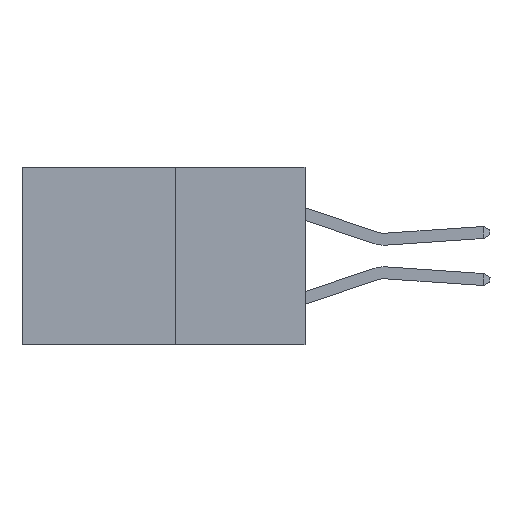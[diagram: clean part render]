
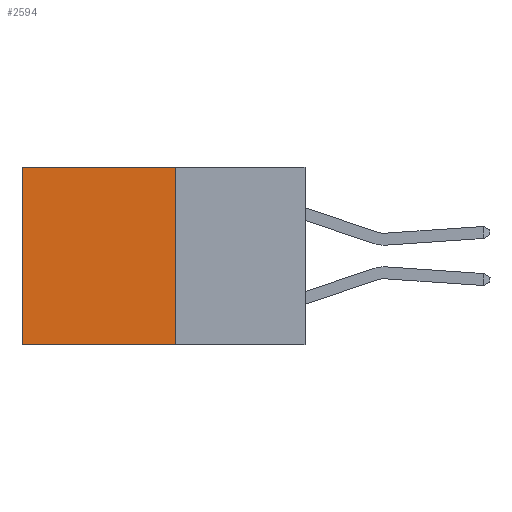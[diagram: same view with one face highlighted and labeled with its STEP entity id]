
A CAD part, left-side view. The second image highlights one B-rep face of the part: STEP entity #2594.
In plain terms, the highlighted planar face has unit normal (-1, 0, 0).
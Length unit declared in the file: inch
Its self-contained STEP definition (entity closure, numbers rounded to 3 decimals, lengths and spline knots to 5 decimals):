
#85 = PLANE ( 'NONE',  #9051 ) ;
#859 = DIRECTION ( 'NONE',  ( 0., 0., -1. ) ) ;
#933 = ORIENTED_EDGE ( 'NONE', *, *, #2186, .F. ) ;
#936 = VERTEX_POINT ( 'NONE', #1071 ) ;
#944 = EDGE_CURVE ( 'NONE', #7447, #5539, #8671, .T. ) ;
#1071 = CARTESIAN_POINT ( 'NONE',  ( 0.277, 0.27, -0.37 ) ) ;
#1161 = EDGE_CURVE ( 'NONE', #5539, #5691, #6107, .T. ) ;
#1186 = CARTESIAN_POINT ( 'NONE',  ( 0.277, 0.59, -0.37 ) ) ;
#1449 = CARTESIAN_POINT ( 'NONE',  ( 0.277, 0.59, -0.37 ) ) ;
#1538 = CARTESIAN_POINT ( 'NONE',  ( 0.277, 0.27, -0.37 ) ) ;
#1848 = DIRECTION ( 'NONE',  ( 0., 1., 0. ) ) ;
#2186 = EDGE_CURVE ( 'NONE', #936, #5691, #3849, .T. ) ;
#2309 = CARTESIAN_POINT ( 'NONE',  ( 0.277, 0.27, 0. ) ) ;
#2366 = FACE_OUTER_BOUND ( 'NONE', #4327, .T. ) ;
#2510 = EDGE_CURVE ( 'NONE', #7447, #936, #3850, .T. ) ;
#2594 = ADVANCED_FACE ( 'NONE', ( #2366 ), #85, .F. ) ;
#2809 = DIRECTION ( 'NONE',  ( 0., 0., -1. ) ) ;
#3455 = ORIENTED_EDGE ( 'NONE', *, *, #2510, .F. ) ;
#3477 = VECTOR ( 'NONE', #1848, 39.37008 ) ;
#3849 = LINE ( 'NONE', #1538, #7378 ) ;
#3850 = LINE ( 'NONE', #5967, #7177 ) ;
#4327 = EDGE_LOOP ( 'NONE', ( #6604, #933, #3455, #5282 ) ) ;
#5282 = ORIENTED_EDGE ( 'NONE', *, *, #944, .T. ) ;
#5467 = DIRECTION ( 'NONE',  ( 1., 0., 0. ) ) ;
#5539 = VERTEX_POINT ( 'NONE', #5805 ) ;
#5691 = VERTEX_POINT ( 'NONE', #1449 ) ;
#5805 = CARTESIAN_POINT ( 'NONE',  ( 0.277, 0.59, 0. ) ) ;
#5903 = VECTOR ( 'NONE', #2809, 39.37008 ) ;
#5967 = CARTESIAN_POINT ( 'NONE',  ( 0.277, 0.27, -0.37 ) ) ;
#5974 = DIRECTION ( 'NONE',  ( 0., 1., 0. ) ) ;
#6107 = LINE ( 'NONE', #1186, #5903 ) ;
#6604 = ORIENTED_EDGE ( 'NONE', *, *, #1161, .T. ) ;
#7177 = VECTOR ( 'NONE', #7267, 39.37008 ) ;
#7267 = DIRECTION ( 'NONE',  ( 0., 0., -1. ) ) ;
#7378 = VECTOR ( 'NONE', #5974, 39.37008 ) ;
#7447 = VERTEX_POINT ( 'NONE', #8875 ) ;
#8007 = CARTESIAN_POINT ( 'NONE',  ( 0.277, 0.27, -0.37 ) ) ;
#8671 = LINE ( 'NONE', #2309, #3477 ) ;
#8875 = CARTESIAN_POINT ( 'NONE',  ( 0.277, 0.27, 0. ) ) ;
#9051 = AXIS2_PLACEMENT_3D ( 'NONE', #8007, #5467, #859 ) ;
